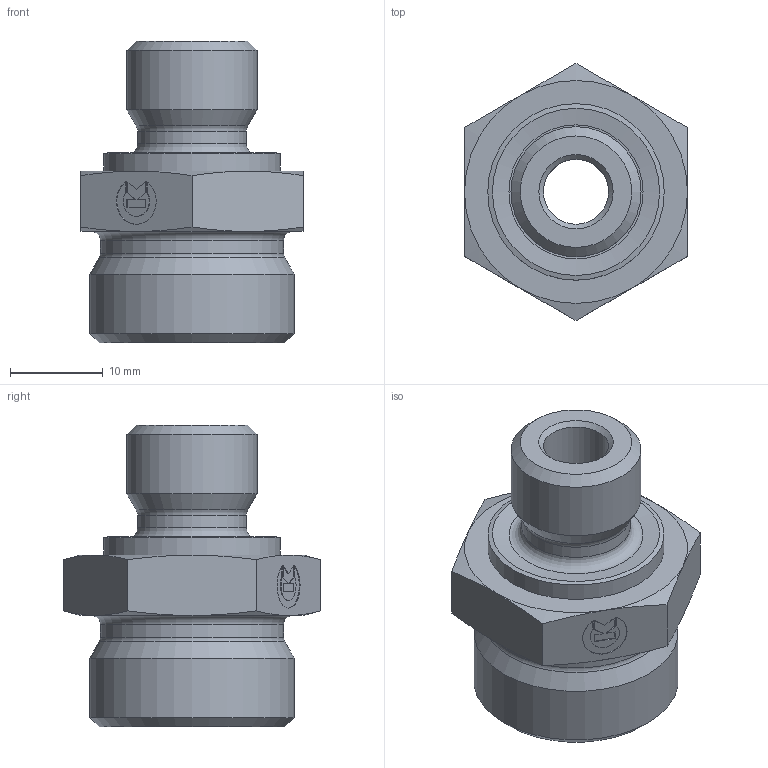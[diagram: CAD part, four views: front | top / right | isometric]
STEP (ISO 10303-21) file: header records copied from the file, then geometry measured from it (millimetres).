
FILE_DESCRIPTION((''),'2;1');
FILE_NAME('054151422.stp','2014-08-07T10:43:45',(''),('KNOMI spol. s r. o.'),'Autodesk Inventor 2012','Autodesk Inventor 2012','');
FILE_SCHEMA(('AUTOMOTIVE_DESIGN { 1 2 10303 214 0 1 1 1 }'));
Length unit declared in the file: millimetre
Products named in the file (1): PHBM2 15LM14 M14/M22
Bounding box: 24 x 27.71 x 32.5 mm (x, y, z)
Volume: 6721.2 mm3; surface area: 3860.7 mm2
Topology: 1 solids, 1 shells, 78 faces, 186 edges, 117 vertices
Faces by surface type: plane 41, cone 21, cylinder 12, torus 4
Full cylindrical faces by diameter (mm): 7 x1, 11.7 x1, 12 x1, 14 x1, 15 x1, 19 x1, 19.7 x1, 22 x1
Entity records: 2058 total; most frequent: CARTESIAN_POINT 393, DIRECTION 336, ORIENTED_EDGE 314, EDGE_CURVE 157, AXIS2_PLACEMENT_3D 124, VERTEX_POINT 109, EDGE_LOOP 108, VECTOR 88
